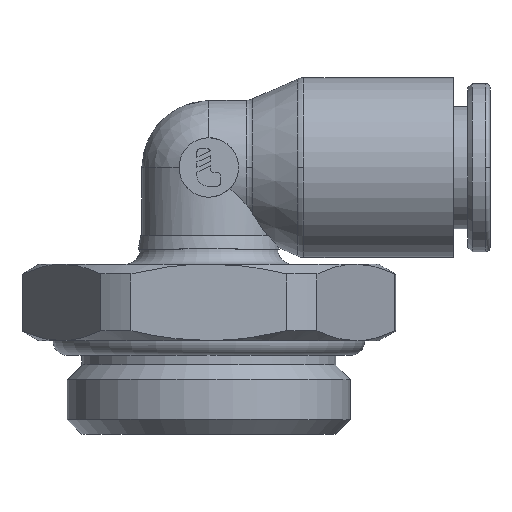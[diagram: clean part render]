
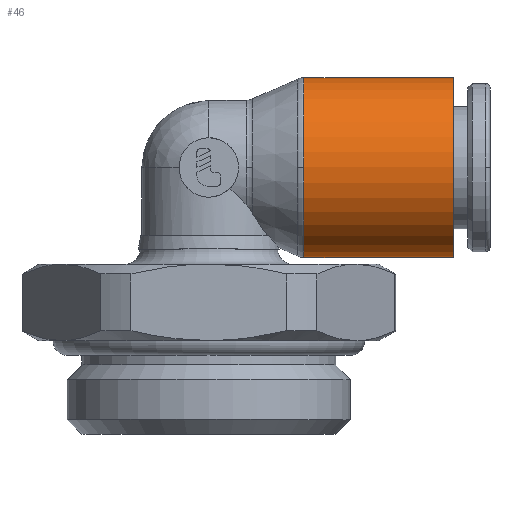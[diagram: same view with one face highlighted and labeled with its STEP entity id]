
A CAD part, top view. The second image highlights one B-rep face of the part: STEP entity #46.
In plain terms, the highlighted cylindrical face has radius 5.3 mm (diameter 10.6 mm), a partial arc.
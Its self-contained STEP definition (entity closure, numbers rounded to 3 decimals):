
#46=ADVANCED_FACE('',(#156),#157,.T.);
#156=FACE_OUTER_BOUND('',#386,.T.);
#157=CYLINDRICAL_SURFACE('',#387,5.3);
#386=EDGE_LOOP('',(#616,#617,#618,#619,#620));
#387=AXIS2_PLACEMENT_3D('',#621,#622,#623);
#616=ORIENTED_EDGE('',*,*,#1477,.F.);
#617=ORIENTED_EDGE('',*,*,#1478,.T.);
#618=ORIENTED_EDGE('',*,*,#1479,.T.);
#619=ORIENTED_EDGE('',*,*,#1480,.F.);
#620=ORIENTED_EDGE('',*,*,#1481,.F.);
#621=CARTESIAN_POINT('',(-4.4,0.0,0.0));
#622=DIRECTION('',(1.0,0.0,0.0));
#623=DIRECTION('',(0.0,1.0,0.0));
#1477=EDGE_CURVE('',#1744,#1745,#1746,.T.);
#1478=EDGE_CURVE('',#1744,#1747,#1748,.T.);
#1479=EDGE_CURVE('',#1747,#1749,#1750,.T.);
#1480=EDGE_CURVE('',#1751,#1749,#1752,.T.);
#1481=EDGE_CURVE('',#1745,#1751,#1753,.T.);
#1744=VERTEX_POINT('',#2181);
#1745=VERTEX_POINT('',#2182);
#1746=LINE('',#2183,#2184);
#1747=VERTEX_POINT('',#2185);
#1748=CIRCLE('',#2186,5.3);
#1749=VERTEX_POINT('',#2187);
#1750=CIRCLE('',#2188,5.3);
#1751=VERTEX_POINT('',#2189);
#1752=LINE('',#2190,#2191);
#1753=CIRCLE('',#2192,5.3);
#2181=CARTESIAN_POINT('',(-8.8,5.3,0.0));
#2182=CARTESIAN_POINT('',(0.,5.3,0.0));
#2183=CARTESIAN_POINT('',(-4.4,5.3,0.));
#2184=VECTOR('',#3315,1.0);
#2185=CARTESIAN_POINT('',(-8.8,0.,5.3));
#2186=AXIS2_PLACEMENT_3D('',#3316,#3317,#3318);
#2187=CARTESIAN_POINT('',(-8.8,-5.3,0.));
#2188=AXIS2_PLACEMENT_3D('',#3319,#3320,#3321);
#2189=CARTESIAN_POINT('',(0.0,-5.3,0.));
#2190=CARTESIAN_POINT('',(-4.4,-5.3,0.));
#2191=VECTOR('',#3322,1.0);
#2192=AXIS2_PLACEMENT_3D('',#3323,#3324,#3325);
#3315=DIRECTION('',(1.0,0.0,0.0));
#3316=CARTESIAN_POINT('',(-8.8,0.0,0.0));
#3317=DIRECTION('',(1.0,0.0,0.0));
#3318=DIRECTION('',(0.0,1.0,0.0));
#3319=CARTESIAN_POINT('',(-8.8,0.0,0.0));
#3320=DIRECTION('',(1.0,0.0,0.0));
#3321=DIRECTION('',(0.0,1.0,0.0));
#3322=DIRECTION('',(-1.0,-0.0,-0.0));
#3323=CARTESIAN_POINT('',(0.,0.0,0.0));
#3324=DIRECTION('',(1.0,0.0,0.0));
#3325=DIRECTION('',(0.0,1.0,0.0));
